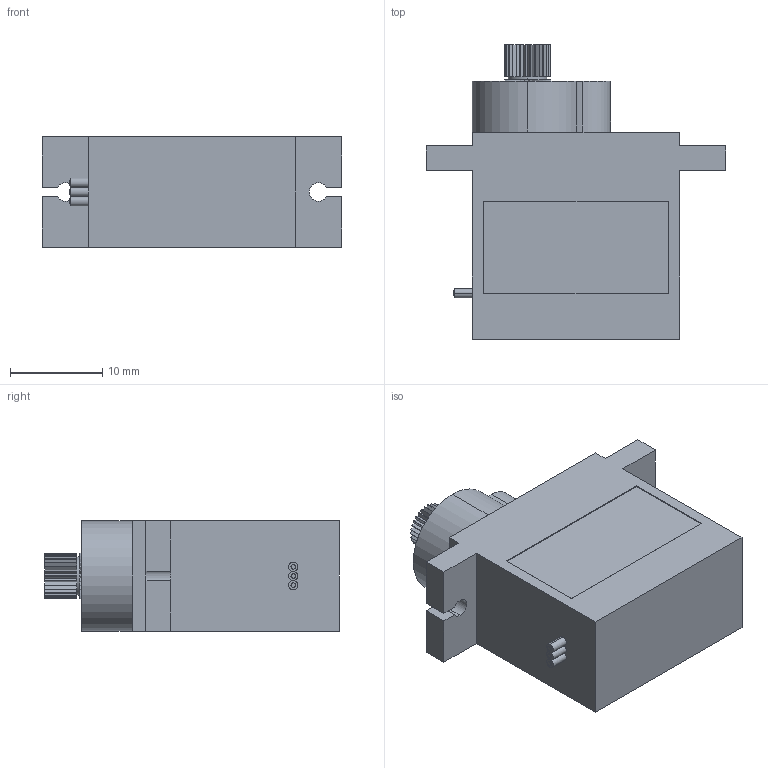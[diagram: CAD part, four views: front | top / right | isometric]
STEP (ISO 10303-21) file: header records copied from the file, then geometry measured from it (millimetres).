
FILE_DESCRIPTION (( 'STEP AP214' ), '1' );
FILE_NAME ('AF02BEFD-A316-4BB0-9176-F1DAE674136B.STEP', '2023-02-14T12:13:31', ( '' ), ( '' ), 'SwSTEP 2.0', 'SolidWorks 2022', '' );
FILE_SCHEMA (( 'AUTOMOTIVE_DESIGN' ));
Length unit declared in the file: millimetre
Products named in the file (1): AF02BEFD-A316-4BB0-9176-F1DAE674136B
Bounding box: 32.5 x 32 x 12 mm (x, y, z)
Volume: 7046.2 mm3; surface area: 2896.8 mm2
Topology: 2 solids, 2 shells, 310 faces, 762 edges, 465 vertices
Faces by surface type: plane 222, cylinder 88
Entity records: 12438 total; most frequent: DIRECTION 1617, CARTESIAN_POINT 1538, ORIENTED_EDGE 1524, EDGE_CURVE 762, AXIS2_PLACEMENT_3D 544, VECTOR 529, LINE 529, VERTEX_POINT 465
